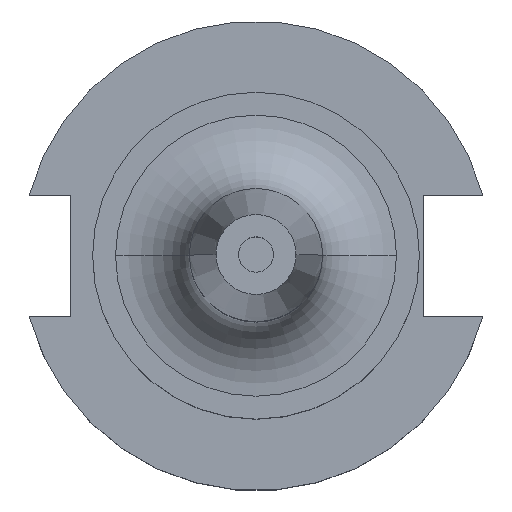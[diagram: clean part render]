
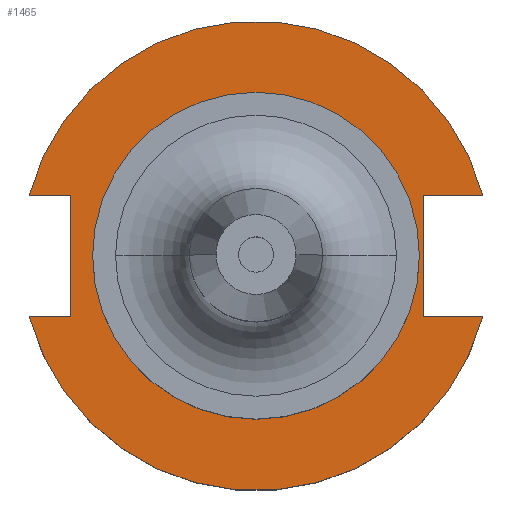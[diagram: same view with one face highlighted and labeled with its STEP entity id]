
A CAD part, top view. The second image highlights one B-rep face of the part: STEP entity #1465.
In plain terms, the highlighted planar face has unit normal (0, 0, 1).
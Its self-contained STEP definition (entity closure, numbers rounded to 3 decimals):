
#33 = EDGE_CURVE ( 'NONE', #57, #1620, #757, .T. ) ;
#42 = CARTESIAN_POINT ( 'NONE',  ( -61.091, -8.191, 19.05 ) ) ;
#50 = EDGE_CURVE ( 'NONE', #57, #1231, #1393, .T. ) ;
#56 = CARTESIAN_POINT ( 'NONE',  ( 30.675, 8.191, 19.05 ) ) ;
#57 = VERTEX_POINT ( 'NONE', #500 ) ;
#92 = DIRECTION ( 'NONE',  ( 0., 0., 1. ) ) ;
#119 = LINE ( 'NONE', #1039, #814 ) ;
#130 = VECTOR ( 'NONE', #1478, 1000. ) ;
#145 = CARTESIAN_POINT ( 'NONE',  ( 22.1, 0., 19.05 ) ) ;
#150 = DIRECTION ( 'NONE',  ( 1., 0., 0. ) ) ;
#191 = AXIS2_PLACEMENT_3D ( 'NONE', #1323, #677, #815 ) ;
#192 = DIRECTION ( 'NONE',  ( 1., 0., 0. ) ) ;
#251 = PLANE ( 'NONE',  #878 ) ;
#270 = DIRECTION ( 'NONE',  ( 1., 0., 0. ) ) ;
#273 = FACE_BOUND ( 'NONE', #839, .T. ) ;
#284 = CARTESIAN_POINT ( 'NONE',  ( 0., 0., 19.05 ) ) ;
#286 = VECTOR ( 'NONE', #312, 1000. ) ;
#295 = CARTESIAN_POINT ( 'NONE',  ( -25.091, 8.191, 19.05 ) ) ;
#312 = DIRECTION ( 'NONE',  ( -1., 0., 0. ) ) ;
#314 = CARTESIAN_POINT ( 'NONE',  ( -61.091, 8.191, 19.05 ) ) ;
#329 = EDGE_CURVE ( 'NONE', #1204, #1614, #432, .T. ) ;
#350 = EDGE_CURVE ( 'NONE', #1479, #1279, #119, .T. ) ;
#360 = ORIENTED_EDGE ( 'NONE', *, *, #50, .F. ) ;
#387 = VECTOR ( 'NONE', #270, 1000. ) ;
#404 = EDGE_CURVE ( 'NONE', #1479, #1620, #642, .T. ) ;
#432 = CIRCLE ( 'NONE', #1441, 22.1 ) ;
#436 = ORIENTED_EDGE ( 'NONE', *, *, #329, .F. ) ;
#500 = CARTESIAN_POINT ( 'NONE',  ( -30.675, -8.191, 19.05 ) ) ;
#503 = ORIENTED_EDGE ( 'NONE', *, *, #404, .F. ) ;
#511 = CARTESIAN_POINT ( 'NONE',  ( 22.606, -8.191, 19.05 ) ) ;
#545 = CARTESIAN_POINT ( 'NONE',  ( 0., 8.191, 19.05 ) ) ;
#558 = DIRECTION ( 'NONE',  ( 0., 1., 0. ) ) ;
#576 = VERTEX_POINT ( 'NONE', #729 ) ;
#600 = ORIENTED_EDGE ( 'NONE', *, *, #350, .T. ) ;
#628 = CIRCLE ( 'NONE', #191, 31.75 ) ;
#636 = CIRCLE ( 'NONE', #1293, 22.1 ) ;
#642 = LINE ( 'NONE', #912, #387 ) ;
#677 = DIRECTION ( 'NONE',  ( 0., 0., 1. ) ) ;
#729 = CARTESIAN_POINT ( 'NONE',  ( -30.675, 8.191, 19.05 ) ) ;
#757 = CIRCLE ( 'NONE', #1494, 31.75 ) ;
#771 = DIRECTION ( 'NONE',  ( 0., 0., -1. ) ) ;
#782 = CARTESIAN_POINT ( 'NONE',  ( -22.1, 0., 19.05 ) ) ;
#784 = CARTESIAN_POINT ( 'NONE',  ( 30.675, -8.191, 19.05 ) ) ;
#803 = DIRECTION ( 'NONE',  ( 1., 0., 0. ) ) ;
#814 = VECTOR ( 'NONE', #558, 1000. ) ;
#815 = DIRECTION ( 'NONE',  ( 1., 0., 0. ) ) ;
#821 = VERTEX_POINT ( 'NONE', #1581 ) ;
#834 = LINE ( 'NONE', #295, #130 ) ;
#839 = EDGE_LOOP ( 'NONE', ( #436, #888 ) ) ;
#853 = ORIENTED_EDGE ( 'NONE', *, *, #33, .T. ) ;
#878 = AXIS2_PLACEMENT_3D ( 'NONE', #1660, #771, #1530 ) ;
#888 = ORIENTED_EDGE ( 'NONE', *, *, #963, .F. ) ;
#897 = ORIENTED_EDGE ( 'NONE', *, *, #1213, .T. ) ;
#908 = ORIENTED_EDGE ( 'NONE', *, *, #1417, .T. ) ;
#912 = CARTESIAN_POINT ( 'NONE',  ( 0., -8.191, 19.05 ) ) ;
#920 = FACE_OUTER_BOUND ( 'NONE', #1324, .T. ) ;
#946 = EDGE_CURVE ( 'NONE', #956, #1279, #1311, .T. ) ;
#956 = VERTEX_POINT ( 'NONE', #56 ) ;
#963 = EDGE_CURVE ( 'NONE', #1614, #1204, #636, .T. ) ;
#1039 = CARTESIAN_POINT ( 'NONE',  ( 22.606, 22.1, 19.05 ) ) ;
#1046 = VECTOR ( 'NONE', #803, 1000. ) ;
#1066 = DIRECTION ( 'NONE',  ( 0., 0., 1. ) ) ;
#1068 = DIRECTION ( 'NONE',  ( 1., 0., 0. ) ) ;
#1075 = DIRECTION ( 'NONE',  ( 0., 0., 1. ) ) ;
#1092 = CARTESIAN_POINT ( 'NONE',  ( 0., 0., 19.05 ) ) ;
#1106 = VECTOR ( 'NONE', #192, 1000. ) ;
#1204 = VERTEX_POINT ( 'NONE', #145 ) ;
#1212 = CARTESIAN_POINT ( 'NONE',  ( -25.091, -8.191, 19.05 ) ) ;
#1213 = EDGE_CURVE ( 'NONE', #821, #1231, #834, .T. ) ;
#1231 = VERTEX_POINT ( 'NONE', #1212 ) ;
#1279 = VERTEX_POINT ( 'NONE', #1352 ) ;
#1293 = AXIS2_PLACEMENT_3D ( 'NONE', #1092, #1075, #1068 ) ;
#1311 = LINE ( 'NONE', #545, #286 ) ;
#1323 = CARTESIAN_POINT ( 'NONE',  ( 0., 0., 19.05 ) ) ;
#1324 = EDGE_LOOP ( 'NONE', ( #897, #360, #853, #503, #600, #1335, #908, #1641 ) ) ;
#1335 = ORIENTED_EDGE ( 'NONE', *, *, #946, .F. ) ;
#1352 = CARTESIAN_POINT ( 'NONE',  ( 22.606, 8.191, 19.05 ) ) ;
#1377 = EDGE_CURVE ( 'NONE', #576, #821, #1474, .T. ) ;
#1393 = LINE ( 'NONE', #42, #1106 ) ;
#1417 = EDGE_CURVE ( 'NONE', #956, #576, #628, .T. ) ;
#1441 = AXIS2_PLACEMENT_3D ( 'NONE', #284, #1066, #150 ) ;
#1465 = ADVANCED_FACE ( 'NONE', ( #273, #920 ), #251, .F. ) ;
#1474 = LINE ( 'NONE', #314, #1046 ) ;
#1478 = DIRECTION ( 'NONE',  ( 0., -1., 0. ) ) ;
#1479 = VERTEX_POINT ( 'NONE', #511 ) ;
#1494 = AXIS2_PLACEMENT_3D ( 'NONE', #1600, #92, #1656 ) ;
#1530 = DIRECTION ( 'NONE',  ( -1., 0., 0. ) ) ;
#1581 = CARTESIAN_POINT ( 'NONE',  ( -25.091, 8.191, 19.05 ) ) ;
#1600 = CARTESIAN_POINT ( 'NONE',  ( 0., 0., 19.05 ) ) ;
#1614 = VERTEX_POINT ( 'NONE', #782 ) ;
#1620 = VERTEX_POINT ( 'NONE', #784 ) ;
#1641 = ORIENTED_EDGE ( 'NONE', *, *, #1377, .T. ) ;
#1656 = DIRECTION ( 'NONE',  ( 1., 0., 0. ) ) ;
#1660 = CARTESIAN_POINT ( 'NONE',  ( 0., 22.1, 19.05 ) ) ;
